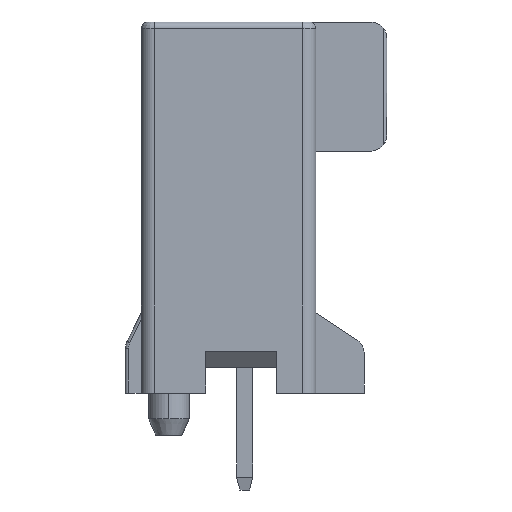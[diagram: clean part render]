
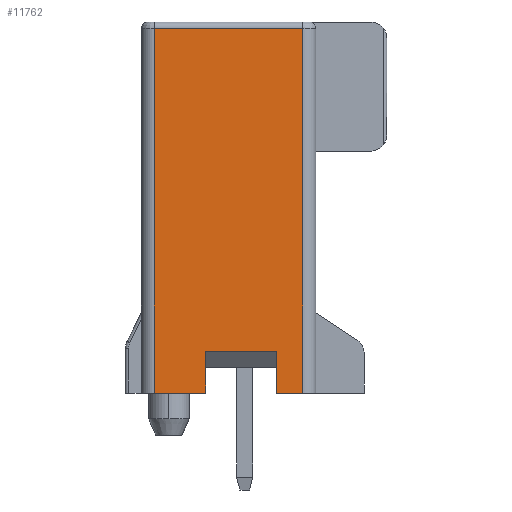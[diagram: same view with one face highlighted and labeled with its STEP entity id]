
A CAD part, left-side view. The second image highlights one B-rep face of the part: STEP entity #11762.
In plain terms, the highlighted planar face has unit normal (-1, 0, 0).
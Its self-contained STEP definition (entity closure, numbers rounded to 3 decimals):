
#738 = PLANE('',#739);
#739 = AXIS2_PLACEMENT_3D('',#740,#741,#742);
#740 = CARTESIAN_POINT('',(-1.279,0.712,0.));
#741 = DIRECTION('',(0.,0.,-1.));
#742 = DIRECTION('',(1.,0.,0.));
#1279 = CYLINDRICAL_SURFACE('',#1280,0.4);
#1280 = AXIS2_PLACEMENT_3D('',#1281,#1282,#1283);
#1281 = CARTESIAN_POINT('',(-3.8,2.375,-0.283));
#1282 = DIRECTION('',(0.,0.,1.));
#1283 = DIRECTION('',(-1.,0.,0.));
#2619 = PLANE('',#2620);
#2620 = AXIS2_PLACEMENT_3D('',#2621,#2622,#2623);
#2621 = CARTESIAN_POINT('',(-1.279,-1.357,0.));
#2622 = DIRECTION('',(0.,0.,-1.));
#2623 = DIRECTION('',(1.,0.,0.));
#6873 = CYLINDRICAL_SURFACE('',#6874,0.2);
#6874 = AXIS2_PLACEMENT_3D('',#6875,#6876,#6877);
#6875 = CARTESIAN_POINT('',(-4.,2.49,11.3));
#6876 = DIRECTION('',(0.,-1.,0.));
#6877 = DIRECTION('',(-1.,0.,0.));
#8701 = VERTEX_POINT('',#8702);
#8702 = CARTESIAN_POINT('',(-4.2,0.775,0.));
#8716 = PLANE('',#8717);
#8717 = AXIS2_PLACEMENT_3D('',#8718,#8719,#8720);
#8718 = CARTESIAN_POINT('',(-1.279,0.775,-0.033));
#8719 = DIRECTION('',(0.,-1.,-0.));
#8720 = DIRECTION('',(-1.,0.,-0.));
#8728 = EDGE_CURVE('',#8701,#8729,#8731,.T.);
#8729 = VERTEX_POINT('',#8730);
#8730 = CARTESIAN_POINT('',(-4.2,2.375,0.));
#8731 = SURFACE_CURVE('',#8732,(#8736,#8743),.PCURVE_S1.);
#8732 = LINE('',#8733,#8734);
#8733 = CARTESIAN_POINT('',(-4.2,-0.411,0.));
#8734 = VECTOR('',#8735,1.);
#8735 = DIRECTION('',(0.,1.,0.));
#8736 = PCURVE('',#738,#8737);
#8737 = DEFINITIONAL_REPRESENTATION('',(#8738),#8742);
#8738 = LINE('',#8739,#8740);
#8739 = CARTESIAN_POINT('',(-2.921,1.123));
#8740 = VECTOR('',#8741,1.);
#8741 = DIRECTION('',(0.,-1.));
#8742 = ( GEOMETRIC_REPRESENTATION_CONTEXT(2) 
PARAMETRIC_REPRESENTATION_CONTEXT() REPRESENTATION_CONTEXT('2D SPACE',''
  ) );
#8743 = PCURVE('',#8744,#8749);
#8744 = PLANE('',#8745);
#8745 = AXIS2_PLACEMENT_3D('',#8746,#8747,#8748);
#8746 = CARTESIAN_POINT('',(-4.2,2.49,-0.283));
#8747 = DIRECTION('',(-1.,-0.,-0.));
#8748 = DIRECTION('',(0.,0.,-1.));
#8749 = DEFINITIONAL_REPRESENTATION('',(#8750),#8754);
#8750 = LINE('',#8751,#8752);
#8751 = CARTESIAN_POINT('',(-0.283,2.901));
#8752 = VECTOR('',#8753,1.);
#8753 = DIRECTION('',(0.,-1.));
#8754 = ( GEOMETRIC_REPRESENTATION_CONTEXT(2) 
PARAMETRIC_REPRESENTATION_CONTEXT() REPRESENTATION_CONTEXT('2D SPACE',''
  ) );
#8875 = PLANE('',#8876);
#8876 = AXIS2_PLACEMENT_3D('',#8877,#8878,#8879);
#8877 = CARTESIAN_POINT('',(-1.279,-1.425,-0.033));
#8878 = DIRECTION('',(-0.,1.,0.));
#8879 = DIRECTION('',(1.,0.,0.));
#8903 = PLANE('',#8904);
#8904 = AXIS2_PLACEMENT_3D('',#8905,#8906,#8907);
#8905 = CARTESIAN_POINT('',(-2.97,0.83,0.787));
#8906 = DIRECTION('',(-0.385,-0.,-0.923));
#8907 = DIRECTION('',(0.923,0.,-0.385));
#11121 = VERTEX_POINT('',#11122);
#11122 = CARTESIAN_POINT('',(-4.2,2.375,11.3));
#11202 = VERTEX_POINT('',#11203);
#11203 = CARTESIAN_POINT('',(-4.2,0.775,1.3));
#11224 = EDGE_CURVE('',#11202,#8701,#11225,.T.);
#11225 = SURFACE_CURVE('',#11226,(#11230,#11237),.PCURVE_S1.);
#11226 = LINE('',#11227,#11228);
#11227 = CARTESIAN_POINT('',(-4.2,0.775,1.652));
#11228 = VECTOR('',#11229,1.);
#11229 = DIRECTION('',(0.,0.,-1.));
#11230 = PCURVE('',#8716,#11231);
#11231 = DEFINITIONAL_REPRESENTATION('',(#11232),#11236);
#11232 = LINE('',#11233,#11234);
#11233 = CARTESIAN_POINT('',(2.921,-1.684));
#11234 = VECTOR('',#11235,1.);
#11235 = DIRECTION('',(0.,1.));
#11236 = ( GEOMETRIC_REPRESENTATION_CONTEXT(2) 
PARAMETRIC_REPRESENTATION_CONTEXT() REPRESENTATION_CONTEXT('2D SPACE',''
  ) );
#11237 = PCURVE('',#8744,#11238);
#11238 = DEFINITIONAL_REPRESENTATION('',(#11239),#11243);
#11239 = LINE('',#11240,#11241);
#11240 = CARTESIAN_POINT('',(-1.934,1.715));
#11241 = VECTOR('',#11242,1.);
#11242 = DIRECTION('',(1.,0.));
#11243 = ( GEOMETRIC_REPRESENTATION_CONTEXT(2) 
PARAMETRIC_REPRESENTATION_CONTEXT() REPRESENTATION_CONTEXT('2D SPACE',''
  ) );
#11286 = VERTEX_POINT('',#11287);
#11287 = CARTESIAN_POINT('',(-4.2,-1.425,0.));
#11308 = EDGE_CURVE('',#11309,#11286,#11311,.T.);
#11309 = VERTEX_POINT('',#11310);
#11310 = CARTESIAN_POINT('',(-4.2,-1.425,1.3));
#11311 = SURFACE_CURVE('',#11312,(#11316,#11323),.PCURVE_S1.);
#11312 = LINE('',#11313,#11314);
#11313 = CARTESIAN_POINT('',(-4.2,-1.425,1.652));
#11314 = VECTOR('',#11315,1.);
#11315 = DIRECTION('',(0.,0.,-1.));
#11316 = PCURVE('',#8875,#11317);
#11317 = DEFINITIONAL_REPRESENTATION('',(#11318),#11322);
#11318 = LINE('',#11319,#11320);
#11319 = CARTESIAN_POINT('',(-2.921,-1.684));
#11320 = VECTOR('',#11321,1.);
#11321 = DIRECTION('',(0.,1.));
#11322 = ( GEOMETRIC_REPRESENTATION_CONTEXT(2) 
PARAMETRIC_REPRESENTATION_CONTEXT() REPRESENTATION_CONTEXT('2D SPACE',''
  ) );
#11323 = PCURVE('',#8744,#11324);
#11324 = DEFINITIONAL_REPRESENTATION('',(#11325),#11329);
#11325 = LINE('',#11326,#11327);
#11326 = CARTESIAN_POINT('',(-1.934,3.915));
#11327 = VECTOR('',#11328,1.);
#11328 = DIRECTION('',(1.,0.));
#11329 = ( GEOMETRIC_REPRESENTATION_CONTEXT(2) 
PARAMETRIC_REPRESENTATION_CONTEXT() REPRESENTATION_CONTEXT('2D SPACE',''
  ) );
#11510 = CYLINDRICAL_SURFACE('',#11511,0.4);
#11511 = AXIS2_PLACEMENT_3D('',#11512,#11513,#11514);
#11512 = CARTESIAN_POINT('',(-3.8,-2.225,11.583));
#11513 = DIRECTION('',(0.,0.,-1.));
#11514 = DIRECTION('',(1.,0.,0.));
#11571 = EDGE_CURVE('',#11572,#11574,#11576,.T.);
#11572 = VERTEX_POINT('',#11573);
#11573 = CARTESIAN_POINT('',(-4.2,-2.225,11.3));
#11574 = VERTEX_POINT('',#11575);
#11575 = CARTESIAN_POINT('',(-4.2,-2.225,0.));
#11576 = SURFACE_CURVE('',#11577,(#11581,#11588),.PCURVE_S1.);
#11577 = LINE('',#11578,#11579);
#11578 = CARTESIAN_POINT('',(-4.2,-2.225,11.3));
#11579 = VECTOR('',#11580,1.);
#11580 = DIRECTION('',(0.,0.,-1.));
#11581 = PCURVE('',#11510,#11582);
#11582 = DEFINITIONAL_REPRESENTATION('',(#11583),#11587);
#11583 = LINE('',#11584,#11585);
#11584 = CARTESIAN_POINT('',(3.142,0.283));
#11585 = VECTOR('',#11586,1.);
#11586 = DIRECTION('',(0.,1.));
#11587 = ( GEOMETRIC_REPRESENTATION_CONTEXT(2) 
PARAMETRIC_REPRESENTATION_CONTEXT() REPRESENTATION_CONTEXT('2D SPACE',''
  ) );
#11588 = PCURVE('',#8744,#11589);
#11589 = DEFINITIONAL_REPRESENTATION('',(#11590),#11594);
#11590 = LINE('',#11591,#11592);
#11591 = CARTESIAN_POINT('',(-11.583,4.715));
#11592 = VECTOR('',#11593,1.);
#11593 = DIRECTION('',(1.,0.));
#11594 = ( GEOMETRIC_REPRESENTATION_CONTEXT(2) 
PARAMETRIC_REPRESENTATION_CONTEXT() REPRESENTATION_CONTEXT('2D SPACE',''
  ) );
#11714 = EDGE_CURVE('',#11121,#11572,#11715,.T.);
#11715 = SURFACE_CURVE('',#11716,(#11720,#11727),.PCURVE_S1.);
#11716 = LINE('',#11717,#11718);
#11717 = CARTESIAN_POINT('',(-4.2,2.375,11.3));
#11718 = VECTOR('',#11719,1.);
#11719 = DIRECTION('',(0.,-1.,0.));
#11720 = PCURVE('',#6873,#11721);
#11721 = DEFINITIONAL_REPRESENTATION('',(#11722),#11726);
#11722 = LINE('',#11723,#11724);
#11723 = CARTESIAN_POINT('',(6.283,0.115));
#11724 = VECTOR('',#11725,1.);
#11725 = DIRECTION('',(0.,1.));
#11726 = ( GEOMETRIC_REPRESENTATION_CONTEXT(2) 
PARAMETRIC_REPRESENTATION_CONTEXT() REPRESENTATION_CONTEXT('2D SPACE',''
  ) );
#11727 = PCURVE('',#8744,#11728);
#11728 = DEFINITIONAL_REPRESENTATION('',(#11729),#11733);
#11729 = LINE('',#11730,#11731);
#11730 = CARTESIAN_POINT('',(-11.583,0.115));
#11731 = VECTOR('',#11732,1.);
#11732 = DIRECTION('',(0.,1.));
#11733 = ( GEOMETRIC_REPRESENTATION_CONTEXT(2) 
PARAMETRIC_REPRESENTATION_CONTEXT() REPRESENTATION_CONTEXT('2D SPACE',''
  ) );
#11742 = EDGE_CURVE('',#11202,#11309,#11743,.T.);
#11743 = SURFACE_CURVE('',#11744,(#11748,#11755),.PCURVE_S1.);
#11744 = LINE('',#11745,#11746);
#11745 = CARTESIAN_POINT('',(-4.2,-0.411,1.3));
#11746 = VECTOR('',#11747,1.);
#11747 = DIRECTION('',(-0.,-1.,0.));
#11748 = PCURVE('',#8903,#11749);
#11749 = DEFINITIONAL_REPRESENTATION('',(#11750),#11754);
#11750 = LINE('',#11751,#11752);
#11751 = CARTESIAN_POINT('',(-1.333,1.241));
#11752 = VECTOR('',#11753,1.);
#11753 = DIRECTION('',(0.,1.));
#11754 = ( GEOMETRIC_REPRESENTATION_CONTEXT(2) 
PARAMETRIC_REPRESENTATION_CONTEXT() REPRESENTATION_CONTEXT('2D SPACE',''
  ) );
#11755 = PCURVE('',#8744,#11756);
#11756 = DEFINITIONAL_REPRESENTATION('',(#11757),#11761);
#11757 = LINE('',#11758,#11759);
#11758 = CARTESIAN_POINT('',(-1.583,2.901));
#11759 = VECTOR('',#11760,1.);
#11760 = DIRECTION('',(0.,1.));
#11761 = ( GEOMETRIC_REPRESENTATION_CONTEXT(2) 
PARAMETRIC_REPRESENTATION_CONTEXT() REPRESENTATION_CONTEXT('2D SPACE',''
  ) );
#11762 = ADVANCED_FACE('',(#11763),#8744,.T.);
#11763 = FACE_BOUND('',#11764,.T.);
#11764 = EDGE_LOOP('',(#11765,#11766,#11787,#11788,#11789,#11810,#11811,
    #11812));
#11765 = ORIENTED_EDGE('',*,*,#11308,.T.);
#11766 = ORIENTED_EDGE('',*,*,#11767,.T.);
#11767 = EDGE_CURVE('',#11286,#11574,#11768,.T.);
#11768 = SURFACE_CURVE('',#11769,(#11773,#11780),.PCURVE_S1.);
#11769 = LINE('',#11770,#11771);
#11770 = CARTESIAN_POINT('',(-4.2,-0.411,0.));
#11771 = VECTOR('',#11772,1.);
#11772 = DIRECTION('',(0.,-1.,0.));
#11773 = PCURVE('',#8744,#11774);
#11774 = DEFINITIONAL_REPRESENTATION('',(#11775),#11779);
#11775 = LINE('',#11776,#11777);
#11776 = CARTESIAN_POINT('',(-0.283,2.901));
#11777 = VECTOR('',#11778,1.);
#11778 = DIRECTION('',(0.,1.));
#11779 = ( GEOMETRIC_REPRESENTATION_CONTEXT(2) 
PARAMETRIC_REPRESENTATION_CONTEXT() REPRESENTATION_CONTEXT('2D SPACE',''
  ) );
#11780 = PCURVE('',#2619,#11781);
#11781 = DEFINITIONAL_REPRESENTATION('',(#11782),#11786);
#11782 = LINE('',#11783,#11784);
#11783 = CARTESIAN_POINT('',(-2.921,-0.947));
#11784 = VECTOR('',#11785,1.);
#11785 = DIRECTION('',(0.,1.));
#11786 = ( GEOMETRIC_REPRESENTATION_CONTEXT(2) 
PARAMETRIC_REPRESENTATION_CONTEXT() REPRESENTATION_CONTEXT('2D SPACE',''
  ) );
#11787 = ORIENTED_EDGE('',*,*,#11571,.F.);
#11788 = ORIENTED_EDGE('',*,*,#11714,.F.);
#11789 = ORIENTED_EDGE('',*,*,#11790,.F.);
#11790 = EDGE_CURVE('',#8729,#11121,#11791,.T.);
#11791 = SURFACE_CURVE('',#11792,(#11796,#11803),.PCURVE_S1.);
#11792 = LINE('',#11793,#11794);
#11793 = CARTESIAN_POINT('',(-4.2,2.375,0.));
#11794 = VECTOR('',#11795,1.);
#11795 = DIRECTION('',(0.,0.,1.));
#11796 = PCURVE('',#8744,#11797);
#11797 = DEFINITIONAL_REPRESENTATION('',(#11798),#11802);
#11798 = LINE('',#11799,#11800);
#11799 = CARTESIAN_POINT('',(-0.283,0.115));
#11800 = VECTOR('',#11801,1.);
#11801 = DIRECTION('',(-1.,0.));
#11802 = ( GEOMETRIC_REPRESENTATION_CONTEXT(2) 
PARAMETRIC_REPRESENTATION_CONTEXT() REPRESENTATION_CONTEXT('2D SPACE',''
  ) );
#11803 = PCURVE('',#1279,#11804);
#11804 = DEFINITIONAL_REPRESENTATION('',(#11805),#11809);
#11805 = LINE('',#11806,#11807);
#11806 = CARTESIAN_POINT('',(6.283,0.283));
#11807 = VECTOR('',#11808,1.);
#11808 = DIRECTION('',(0.,1.));
#11809 = ( GEOMETRIC_REPRESENTATION_CONTEXT(2) 
PARAMETRIC_REPRESENTATION_CONTEXT() REPRESENTATION_CONTEXT('2D SPACE',''
  ) );
#11810 = ORIENTED_EDGE('',*,*,#8728,.F.);
#11811 = ORIENTED_EDGE('',*,*,#11224,.F.);
#11812 = ORIENTED_EDGE('',*,*,#11742,.T.);
